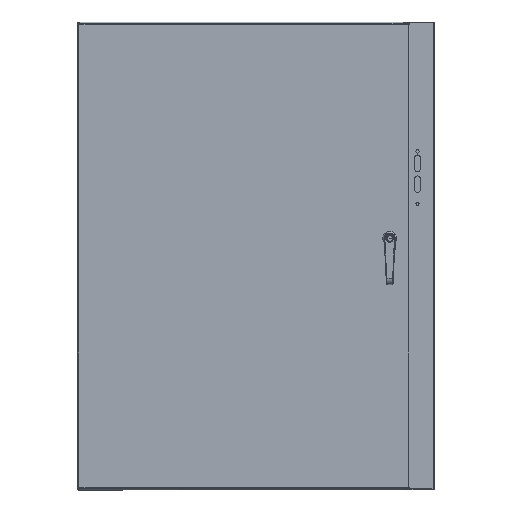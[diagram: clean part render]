
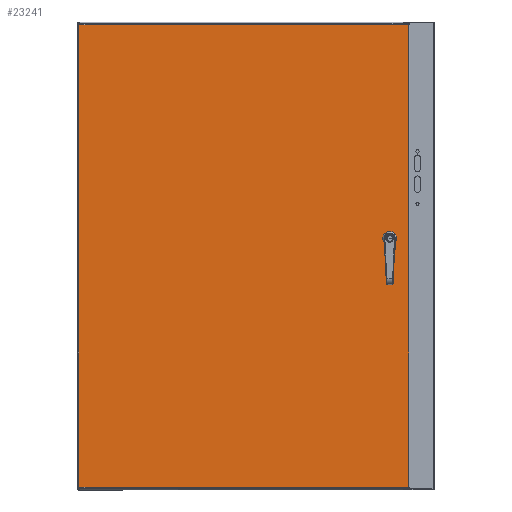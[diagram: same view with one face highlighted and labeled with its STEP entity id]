
A CAD part, top view. The second image highlights one B-rep face of the part: STEP entity #23241.
In plain terms, the highlighted face is planar.
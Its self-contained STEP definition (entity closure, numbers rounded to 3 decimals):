
#881=LINE('',#34442,#2692);
#885=LINE('',#34454,#2696);
#889=LINE('',#34466,#2700);
#893=LINE('',#34476,#2704);
#894=LINE('',#34487,#2705);
#902=LINE('',#34573,#2713);
#917=LINE('',#34673,#2728);
#932=LINE('',#34772,#2743);
#2692=VECTOR('',#27432,0.425);
#2696=VECTOR('',#27444,0.425);
#2700=VECTOR('',#27456,0.425);
#2704=VECTOR('',#27468,0.425);
#2705=VECTOR('',#27471,41.54);
#2713=VECTOR('',#27487,29.602);
#2728=VECTOR('',#27516,41.54);
#2743=VECTOR('',#27545,29.602);
#5077=PLANE('',#24769);
#6225=FACE_BOUND('',#8140,.T.);
#6658=FACE_OUTER_BOUND('',#8139,.T.);
#8139=EDGE_LOOP('',(#16742,#16743,#16744,#16745));
#8140=EDGE_LOOP('',(#16746,#16747,#16748,#16749,#16750,#16751,#16752,#16753));
#9912=CIRCLE('',#24730,0.453);
#9914=CIRCLE('',#24734,0.453);
#9916=CIRCLE('',#24738,0.453);
#9918=CIRCLE('',#24742,0.453);
#11041=VERTEX_POINT('',#34433);
#11042=VERTEX_POINT('',#34435);
#11044=VERTEX_POINT('',#34441);
#11046=VERTEX_POINT('',#34447);
#11048=VERTEX_POINT('',#34453);
#11050=VERTEX_POINT('',#34459);
#11052=VERTEX_POINT('',#34465);
#11054=VERTEX_POINT('',#34471);
#11055=VERTEX_POINT('',#34478);
#11056=VERTEX_POINT('',#34486);
#11062=VERTEX_POINT('',#34565);
#11072=VERTEX_POINT('',#34665);
#13224=EDGE_CURVE('',#11042,#11041,#9912,.T.);
#13227=EDGE_CURVE('',#11044,#11042,#881,.T.);
#13230=EDGE_CURVE('',#11046,#11044,#9914,.T.);
#13233=EDGE_CURVE('',#11048,#11046,#885,.T.);
#13236=EDGE_CURVE('',#11050,#11048,#9916,.T.);
#13239=EDGE_CURVE('',#11052,#11050,#889,.T.);
#13242=EDGE_CURVE('',#11054,#11052,#9918,.T.);
#13245=EDGE_CURVE('',#11041,#11054,#893,.T.);
#13247=EDGE_CURVE('',#11056,#11055,#894,.T.);
#13259=EDGE_CURVE('',#11055,#11062,#902,.T.);
#13278=EDGE_CURVE('',#11062,#11072,#917,.T.);
#13297=EDGE_CURVE('',#11072,#11056,#932,.T.);
#16742=ORIENTED_EDGE('',*,*,#13247,.T.);
#16743=ORIENTED_EDGE('',*,*,#13259,.T.);
#16744=ORIENTED_EDGE('',*,*,#13278,.T.);
#16745=ORIENTED_EDGE('',*,*,#13297,.T.);
#16746=ORIENTED_EDGE('',*,*,#13224,.T.);
#16747=ORIENTED_EDGE('',*,*,#13245,.T.);
#16748=ORIENTED_EDGE('',*,*,#13242,.T.);
#16749=ORIENTED_EDGE('',*,*,#13239,.T.);
#16750=ORIENTED_EDGE('',*,*,#13236,.T.);
#16751=ORIENTED_EDGE('',*,*,#13233,.T.);
#16752=ORIENTED_EDGE('',*,*,#13230,.T.);
#16753=ORIENTED_EDGE('',*,*,#13227,.T.);
#23241=ADVANCED_FACE('',(#6658,#6225),#5077,.F.);
#24730=AXIS2_PLACEMENT_3D('',#34436,#27426,#27427);
#24734=AXIS2_PLACEMENT_3D('',#34448,#27438,#27439);
#24738=AXIS2_PLACEMENT_3D('',#34460,#27450,#27451);
#24742=AXIS2_PLACEMENT_3D('',#34472,#27462,#27463);
#24769=AXIS2_PLACEMENT_3D('',#34858,#27570,#27571);
#27426=DIRECTION('center_axis',(0.,0.,1.));
#27427=DIRECTION('ref_axis',(-0.469,-0.883,0.));
#27432=DIRECTION('',(0.,1.,0.));
#27438=DIRECTION('center_axis',(0.,0.,1.));
#27439=DIRECTION('ref_axis',(-0.883,0.469,0.));
#27444=DIRECTION('',(1.,0.,0.));
#27450=DIRECTION('center_axis',(0.,0.,1.));
#27451=DIRECTION('ref_axis',(0.469,0.883,0.));
#27456=DIRECTION('',(0.,-1.,0.));
#27462=DIRECTION('center_axis',(0.,0.,1.));
#27463=DIRECTION('ref_axis',(0.883,-0.469,0.));
#27468=DIRECTION('',(-1.,0.,0.));
#27471=DIRECTION('',(0.,-1.,0.));
#27487=DIRECTION('',(-1.,0.,0.));
#27516=DIRECTION('',(0.,1.,0.));
#27545=DIRECTION('',(1.,0.,0.));
#27570=DIRECTION('center_axis',(0.,0.,1.));
#27571=DIRECTION('ref_axis',(1.,0.,0.));
#34433=CARTESIAN_POINT('',(2.033,22.825,0.));
#34435=CARTESIAN_POINT('',(2.22,22.638,0.));
#34436=CARTESIAN_POINT('Origin',(1.82,22.425,0.));
#34441=CARTESIAN_POINT('',(2.22,22.212,0.));
#34442=CARTESIAN_POINT('',(2.22,21.756,0.));
#34447=CARTESIAN_POINT('',(2.033,22.025,0.));
#34448=CARTESIAN_POINT('Origin',(1.82,22.425,0.));
#34453=CARTESIAN_POINT('',(1.607,22.025,0.));
#34454=CARTESIAN_POINT('',(8.469,22.025,0.));
#34459=CARTESIAN_POINT('',(1.42,22.212,0.));
#34460=CARTESIAN_POINT('Origin',(1.82,22.425,0.));
#34465=CARTESIAN_POINT('',(1.42,22.638,0.));
#34466=CARTESIAN_POINT('',(1.42,21.544,0.));
#34471=CARTESIAN_POINT('',(1.607,22.825,0.));
#34472=CARTESIAN_POINT('Origin',(1.82,22.425,0.));
#34476=CARTESIAN_POINT('',(8.257,22.825,0.));
#34478=CARTESIAN_POINT('',(29.707,0.105,0.));
#34486=CARTESIAN_POINT('',(29.707,41.645,0.));
#34487=CARTESIAN_POINT('',(29.707,31.26,0.));
#34565=CARTESIAN_POINT('',(0.105,0.105,0.));
#34573=CARTESIAN_POINT('',(22.307,0.105,0.));
#34665=CARTESIAN_POINT('',(0.105,41.645,0.));
#34673=CARTESIAN_POINT('',(0.105,10.49,0.));
#34772=CARTESIAN_POINT('',(7.506,41.645,0.));
#34858=CARTESIAN_POINT('Origin',(14.906,20.875,0.));
